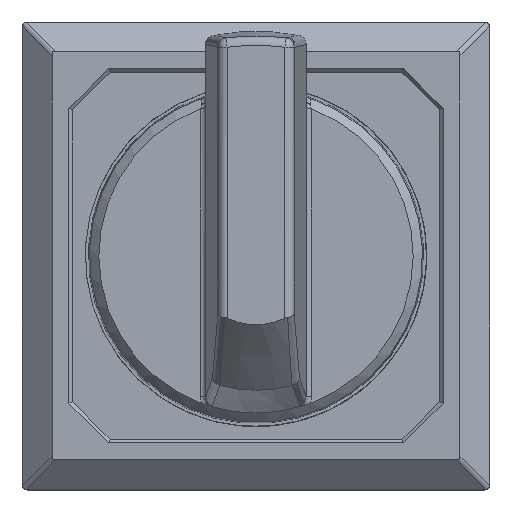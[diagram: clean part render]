
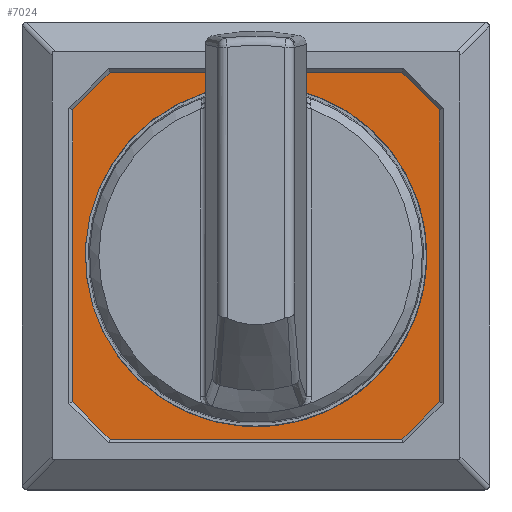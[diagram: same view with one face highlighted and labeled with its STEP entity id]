
A CAD part, top view. The second image highlights one B-rep face of the part: STEP entity #7024.
In plain terms, the highlighted planar face has unit normal (0, 0, 1).
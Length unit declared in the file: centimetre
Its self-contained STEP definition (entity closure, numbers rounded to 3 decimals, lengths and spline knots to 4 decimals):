
#540=FACE_BOUND('',#1650,.T.);
#729=CIRCLE('',#7439,0.085);
#730=CIRCLE('',#7442,0.085);
#748=CIRCLE('',#7487,0.085);
#749=CIRCLE('',#7488,0.085);
#750=CIRCLE('',#7489,0.9125);
#999=PLANE('',#7486);
#1227=FACE_OUTER_BOUND('',#1649,.T.);
#1649=EDGE_LOOP('',(#5138,#5139,#5140,#5141,#5142,#5143,#5144,#5145));
#1650=EDGE_LOOP('',(#5146));
#2255=LINE('',#9907,#2653);
#2259=LINE('',#9916,#2657);
#2284=LINE('',#10656,#2682);
#2285=LINE('',#10659,#2683);
#2653=VECTOR('',#8217,1.797);
#2657=VECTOR('',#8227,1.797);
#2682=VECTOR('',#8344,1.797);
#2683=VECTOR('',#8347,1.797);
#3066=VERTEX_POINT('',#9904);
#3067=VERTEX_POINT('',#9906);
#3068=VERTEX_POINT('',#9910);
#3069=VERTEX_POINT('',#9914);
#3070=VERTEX_POINT('',#9918);
#3124=VERTEX_POINT('',#10654);
#3125=VERTEX_POINT('',#10655);
#3126=VERTEX_POINT('',#10658);
#3127=VERTEX_POINT('',#10661);
#3794=EDGE_CURVE('',#3066,#3067,#2255,.T.);
#3797=EDGE_CURVE('',#3068,#3066,#729,.T.);
#3799=EDGE_CURVE('',#3069,#3068,#2259,.T.);
#3801=EDGE_CURVE('',#3070,#3069,#730,.T.);
#3891=EDGE_CURVE('',#3124,#3125,#2284,.T.);
#3892=EDGE_CURVE('',#3067,#3124,#748,.T.);
#3893=EDGE_CURVE('',#3126,#3070,#2285,.T.);
#3894=EDGE_CURVE('',#3125,#3126,#749,.T.);
#3895=EDGE_CURVE('',#3127,#3127,#750,.T.);
#5138=ORIENTED_EDGE('',*,*,#3891,.F.);
#5139=ORIENTED_EDGE('',*,*,#3892,.F.);
#5140=ORIENTED_EDGE('',*,*,#3794,.F.);
#5141=ORIENTED_EDGE('',*,*,#3797,.F.);
#5142=ORIENTED_EDGE('',*,*,#3799,.F.);
#5143=ORIENTED_EDGE('',*,*,#3801,.F.);
#5144=ORIENTED_EDGE('',*,*,#3893,.F.);
#5145=ORIENTED_EDGE('',*,*,#3894,.F.);
#5146=ORIENTED_EDGE('',*,*,#3895,.T.);
#7024=ADVANCED_FACE('',(#1227,#540),#999,.T.);
#7439=AXIS2_PLACEMENT_3D('',#9912,#8222,#8223);
#7442=AXIS2_PLACEMENT_3D('',#9920,#8231,#8232);
#7486=AXIS2_PLACEMENT_3D('',#10653,#8342,#8343);
#7487=AXIS2_PLACEMENT_3D('',#10657,#8345,#8346);
#7488=AXIS2_PLACEMENT_3D('',#10660,#8348,#8349);
#7489=AXIS2_PLACEMENT_3D('',#10662,#8350,#8351);
#8217=DIRECTION('',(-1.,0.,0.));
#8222=DIRECTION('center_axis',(0.,0.,
-1.));
#8223=DIRECTION('ref_axis',(0.,-1.,0.));
#8227=DIRECTION('',(0.,-1.,0.));
#8231=DIRECTION('center_axis',(0.,0.,
-1.));
#8232=DIRECTION('ref_axis',(1.,0.,0.));
#8342=DIRECTION('center_axis',(0.,0.,
1.));
#8343=DIRECTION('ref_axis',(-1.,0.,0.));
#8344=DIRECTION('',(0.,1.,0.));
#8345=DIRECTION('center_axis',(0.,0.,
-1.));
#8346=DIRECTION('ref_axis',(-1.,0.,0.));
#8347=DIRECTION('',(1.,0.,0.));
#8348=DIRECTION('center_axis',(0.,0.,
-1.));
#8349=DIRECTION('ref_axis',(0.,1.,0.));
#8350=DIRECTION('center_axis',(0.,0.,
-1.));
#8351=DIRECTION('ref_axis',(-1.,0.,0.));
#9904=CARTESIAN_POINT('',(0.8985,-0.9835,0.6485));
#9906=CARTESIAN_POINT('',(-0.8985,-0.9835,0.6485));
#9907=CARTESIAN_POINT('',(-0.8985,-0.9835,0.6485));
#9910=CARTESIAN_POINT('',(0.9835,-0.8985,0.6485));
#9912=CARTESIAN_POINT('Origin',(0.8985,-0.8985,0.6485));
#9914=CARTESIAN_POINT('',(0.9835,0.8985,0.6485));
#9916=CARTESIAN_POINT('',(0.9835,-0.8985,0.6485));
#9918=CARTESIAN_POINT('',(0.8985,0.9835,0.6485));
#9920=CARTESIAN_POINT('Origin',(0.8985,0.8985,0.6485));
#10653=CARTESIAN_POINT('Origin',(0.,0.,
0.6485));
#10654=CARTESIAN_POINT('',(-0.9835,-0.8985,0.6485));
#10655=CARTESIAN_POINT('',(-0.9835,0.8985,0.6485));
#10656=CARTESIAN_POINT('',(-0.9835,0.8985,0.6485));
#10657=CARTESIAN_POINT('Origin',(-0.8985,-0.8985,0.6485));
#10658=CARTESIAN_POINT('',(-0.8985,0.9835,0.6485));
#10659=CARTESIAN_POINT('',(0.8985,0.9835,0.6485));
#10660=CARTESIAN_POINT('Origin',(-0.8985,0.8985,0.6485));
#10661=CARTESIAN_POINT('',(-0.874,-0.2621,0.6485));
#10662=CARTESIAN_POINT('Origin',(0.,0.,
0.6485));
